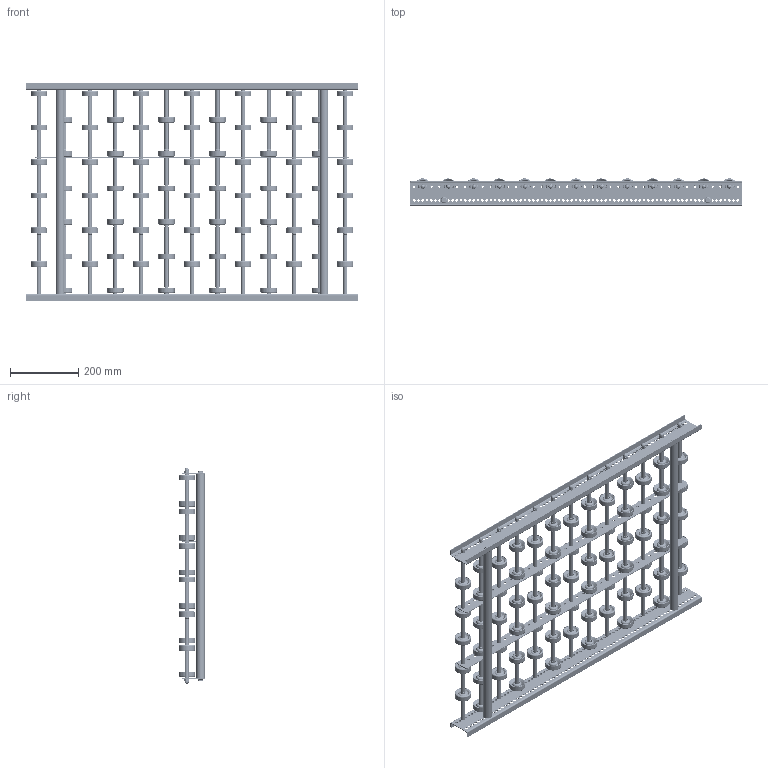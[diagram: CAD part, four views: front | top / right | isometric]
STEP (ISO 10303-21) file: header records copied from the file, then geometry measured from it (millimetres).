
FILE_DESCRIPTION (( 'STEP AP214' ), '1' );
FILE_NAME ('0052519.step', '2021-10-26T13:20:59', ( '' ), ( '' ), 'SwSTEP 2.0', 'SolidWorks 2020', '' );
FILE_SCHEMA (( 'AUTOMOTIVE_DESIGN' ));
Length unit declared in the file: millimetre
Products named in the file (10): 0046278_KB-ROHR-12X1,75mm_KFG_L75; K0011528_2200-48-8; Traversen_KFG_L600; Profil_LRB-20x70x20x2_KFG_S100213_U-PROFIL-20-70-20-2-LRB-L=975; Röllchenachse-für-Konfiguration_EL600 Stahl; S100100_Längstraverse-42x2,5_S100101_L„ngstraverse-RB-L975; S106837_Gewindestange-M8-KFG_L620; Hutmutter_DIN_1587_M8; S100994_Sperrzahnschraube_M08x16-8.8-A2K; 0052519
Assembly tree (62 placements, depth 3):
  0052519
    Profil_LRB-20x70x20x2_KFG_S100213_U-PROFIL-20-70-20-2-LRB-L=975  x2
    S100994_Sperrzahnschraube_M08x16-8.8-A2K  x4
    Traversen_KFG_L600  x2
    Röllchenachse-für-Konfiguration_EL600 Stahl  x13
      S106837_Gewindestange-M8-KFG_L620
      0046278_KB-ROHR-12X1,75mm_KFG_L75
      K0011528_2200-48-8
    S100100_Längstraverse-42x2,5_S100101_L„ngstraverse-RB-L975  x2
    Hutmutter_DIN_1587_M8  x26
Bounding box: 975 x 79 x 640 mm (x, y, z)
Volume: 3055170 mm3; surface area: 2329647.1 mm2
Topology: 287 solids, 287 shells, 8604 faces, 18202 edges, 11072 vertices
Faces by surface type: cylinder 3298, torus 2044, plane 1770, cone 1466, bspline 26
Entity records: 22387 total; most frequent: DIRECTION 3881, CARTESIAN_POINT 3745, ORIENTED_EDGE 3224, AXIS2_PLACEMENT_3D 1678, EDGE_CURVE 1612, VERTEX_POINT 1046, EDGE_LOOP 1016, CIRCLE 1007
